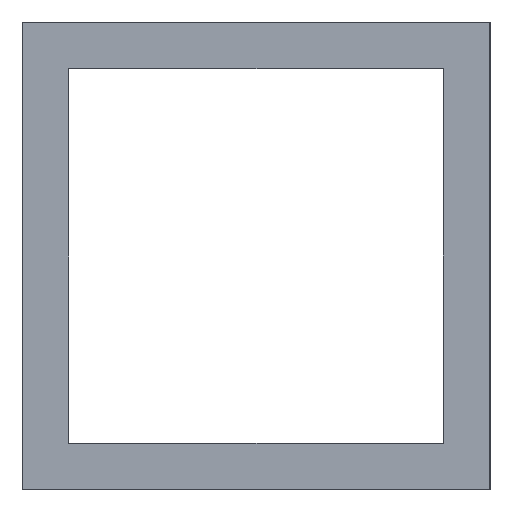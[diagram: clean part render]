
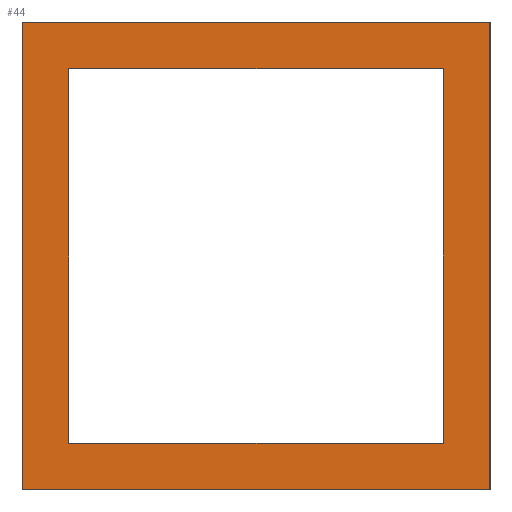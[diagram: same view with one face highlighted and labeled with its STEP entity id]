
A CAD part, left-side view. The second image highlights one B-rep face of the part: STEP entity #44.
In plain terms, the highlighted planar face has unit normal (-1, 0, 0).
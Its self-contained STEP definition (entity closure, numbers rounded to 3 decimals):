
#44 = ADVANCED_FACE( '', ( #87, #88 ), #89, .F. );
#87 = FACE_OUTER_BOUND( '', #126, .T. );
#88 = FACE_BOUND( '', #127, .T. );
#89 = PLANE( '', #128 );
#126 = EDGE_LOOP( '', ( #187, #188, #189, #190 ) );
#127 = EDGE_LOOP( '', ( #191, #192, #193, #194 ) );
#128 = AXIS2_PLACEMENT_3D( '', #195, #196, #197 );
#187 = ORIENTED_EDGE( '', *, *, #231, .F. );
#188 = ORIENTED_EDGE( '', *, *, #244, .F. );
#189 = ORIENTED_EDGE( '', *, *, #254, .F. );
#190 = ORIENTED_EDGE( '', *, *, #255, .F. );
#191 = ORIENTED_EDGE( '', *, *, #251, .T. );
#192 = ORIENTED_EDGE( '', *, *, #247, .T. );
#193 = ORIENTED_EDGE( '', *, *, #256, .T. );
#194 = ORIENTED_EDGE( '', *, *, #257, .T. );
#195 = CARTESIAN_POINT( '', ( 0., 0., 0. ) );
#196 = DIRECTION( '', ( 1., 0., 0. ) );
#197 = DIRECTION( '', ( 0., 0., -1. ) );
#231 = EDGE_CURVE( '', #265, #266, #267, .T. );
#244 = EDGE_CURVE( '', #288, #265, #289, .T. );
#247 = EDGE_CURVE( '', #292, #293, #294, .T. );
#251 = EDGE_CURVE( '', #298, #292, #299, .T. );
#254 = EDGE_CURVE( '', #302, #288, #303, .T. );
#255 = EDGE_CURVE( '', #266, #302, #304, .T. );
#256 = EDGE_CURVE( '', #293, #305, #306, .T. );
#257 = EDGE_CURVE( '', #305, #298, #307, .T. );
#265 = VERTEX_POINT( '', #315 );
#266 = VERTEX_POINT( '', #316 );
#267 = LINE( '', #317, #318 );
#288 = VERTEX_POINT( '', #349 );
#289 = LINE( '', #350, #351 );
#292 = VERTEX_POINT( '', #355 );
#293 = VERTEX_POINT( '', #356 );
#294 = LINE( '', #357, #358 );
#298 = VERTEX_POINT( '', #364 );
#299 = LINE( '', #365, #366 );
#302 = VERTEX_POINT( '', #370 );
#303 = LINE( '', #371, #372 );
#304 = LINE( '', #373, #374 );
#305 = VERTEX_POINT( '', #375 );
#306 = LINE( '', #376, #377 );
#307 = LINE( '', #378, #379 );
#315 = CARTESIAN_POINT( '', ( 0., 20., 20. ) );
#316 = CARTESIAN_POINT( '', ( 0., -20., 20. ) );
#317 = CARTESIAN_POINT( '', ( 0., 20., 20. ) );
#318 = VECTOR( '', #388, 1000. );
#349 = CARTESIAN_POINT( '', ( 0., 20., -20. ) );
#350 = CARTESIAN_POINT( '', ( 0., 20., -20. ) );
#351 = VECTOR( '', #399, 1000. );
#355 = CARTESIAN_POINT( '', ( 0., -16., 16. ) );
#356 = CARTESIAN_POINT( '', ( 0., -16., -16. ) );
#357 = CARTESIAN_POINT( '', ( 0., -16., 16. ) );
#358 = VECTOR( '', #401, 1000. );
#364 = CARTESIAN_POINT( '', ( 0., 16., 16. ) );
#365 = CARTESIAN_POINT( '', ( 0., 16., 16. ) );
#366 = VECTOR( '', #404, 1000. );
#370 = CARTESIAN_POINT( '', ( 0., -20., -20. ) );
#371 = CARTESIAN_POINT( '', ( 0., -20., -20. ) );
#372 = VECTOR( '', #406, 1000. );
#373 = CARTESIAN_POINT( '', ( 0., -20., 20. ) );
#374 = VECTOR( '', #407, 1000. );
#375 = CARTESIAN_POINT( '', ( 0., 16., -16. ) );
#376 = CARTESIAN_POINT( '', ( 0., -16., -16. ) );
#377 = VECTOR( '', #408, 1000. );
#378 = CARTESIAN_POINT( '', ( 0., 16., -16. ) );
#379 = VECTOR( '', #409, 1000. );
#388 = DIRECTION( '', ( 0., -1., 0. ) );
#399 = DIRECTION( '', ( 0., 0., 1. ) );
#401 = DIRECTION( '', ( 0., 0., -1. ) );
#404 = DIRECTION( '', ( 0., -1., 0. ) );
#406 = DIRECTION( '', ( 0., 1., 0. ) );
#407 = DIRECTION( '', ( 0., 0., -1. ) );
#408 = DIRECTION( '', ( 0., 1., 0. ) );
#409 = DIRECTION( '', ( 0., 0., 1. ) );
